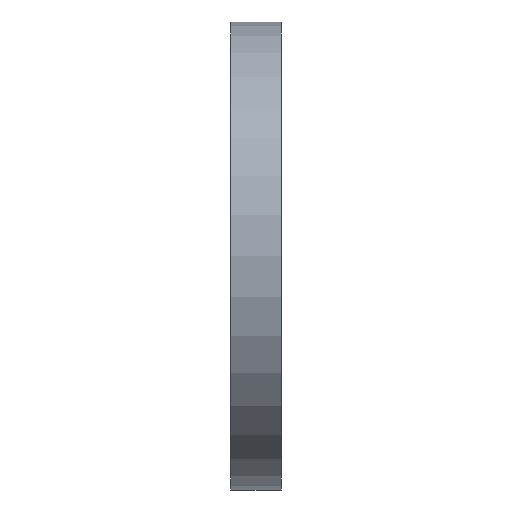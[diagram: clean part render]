
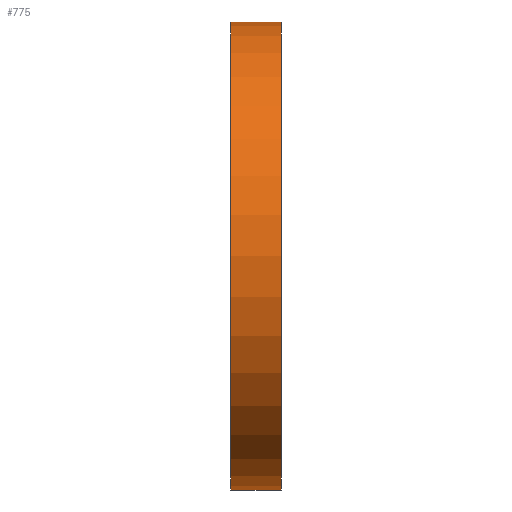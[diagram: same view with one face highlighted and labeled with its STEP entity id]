
A CAD part, left-side view. The second image highlights one B-rep face of the part: STEP entity #775.
In plain terms, the highlighted cylindrical face has radius 92.5 mm (diameter 185 mm), a partial arc.
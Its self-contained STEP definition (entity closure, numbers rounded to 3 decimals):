
#23 = VERTEX_POINT ( 'NONE', #622 ) ;
#70 = ORIENTED_EDGE ( 'NONE', *, *, #457, .T. ) ;
#78 = CARTESIAN_POINT ( 'NONE',  ( 0., 34.695, 0. ) ) ;
#80 = VECTOR ( 'NONE', #465, 1000. ) ;
#119 = AXIS2_PLACEMENT_3D ( 'NONE', #296, #517, #293 ) ;
#135 = CYLINDRICAL_SURFACE ( 'NONE', #169, 92.5 ) ;
#139 = EDGE_CURVE ( 'NONE', #594, #335, #505, .T. ) ;
#169 = AXIS2_PLACEMENT_3D ( 'NONE', #78, #352, #340 ) ;
#191 = CARTESIAN_POINT ( 'NONE',  ( 0., 0., 92.5 ) ) ;
#240 = AXIS2_PLACEMENT_3D ( 'NONE', #888, #268, #821 ) ;
#247 = VECTOR ( 'NONE', #591, 1000. ) ;
#262 = CARTESIAN_POINT ( 'NONE',  ( 0., 34.695, 92.5 ) ) ;
#268 = DIRECTION ( 'NONE',  ( 0., 1., 0. ) ) ;
#271 = CARTESIAN_POINT ( 'NONE',  ( 0., 20., 92.5 ) ) ;
#293 = DIRECTION ( 'NONE',  ( 0., 0., 1. ) ) ;
#296 = CARTESIAN_POINT ( 'NONE',  ( 0., 20., 0. ) ) ;
#298 = CIRCLE ( 'NONE', #240, 92.5 ) ;
#299 = ORIENTED_EDGE ( 'NONE', *, *, #139, .F. ) ;
#335 = VERTEX_POINT ( 'NONE', #271 ) ;
#340 = DIRECTION ( 'NONE',  ( 0., 0., 1. ) ) ;
#352 = DIRECTION ( 'NONE',  ( 0., 1., 0. ) ) ;
#411 = LINE ( 'NONE', #262, #247 ) ;
#457 = EDGE_CURVE ( 'NONE', #636, #335, #411, .T. ) ;
#465 = DIRECTION ( 'NONE',  ( 0., 1., 0. ) ) ;
#478 = FACE_OUTER_BOUND ( 'NONE', #761, .T. ) ;
#505 = CIRCLE ( 'NONE', #119, 92.5 ) ;
#517 = DIRECTION ( 'NONE',  ( 0., 1., 0. ) ) ;
#538 = CARTESIAN_POINT ( 'NONE',  ( 0., 20., -92.5 ) ) ;
#591 = DIRECTION ( 'NONE',  ( 0., 1., 0. ) ) ;
#594 = VERTEX_POINT ( 'NONE', #538 ) ;
#622 = CARTESIAN_POINT ( 'NONE',  ( 0., 0., -92.5 ) ) ;
#628 = LINE ( 'NONE', #883, #80 ) ;
#636 = VERTEX_POINT ( 'NONE', #191 ) ;
#760 = EDGE_CURVE ( 'NONE', #23, #636, #298, .T. ) ;
#761 = EDGE_LOOP ( 'NONE', ( #820, #878, #70, #299 ) ) ;
#775 = ADVANCED_FACE ( 'NONE', ( #478 ), #135, .T. ) ;
#802 = EDGE_CURVE ( 'NONE', #23, #594, #628, .T. ) ;
#820 = ORIENTED_EDGE ( 'NONE', *, *, #802, .F. ) ;
#821 = DIRECTION ( 'NONE',  ( 0., 0., 1. ) ) ;
#878 = ORIENTED_EDGE ( 'NONE', *, *, #760, .T. ) ;
#883 = CARTESIAN_POINT ( 'NONE',  ( 0., 34.695, -92.5 ) ) ;
#888 = CARTESIAN_POINT ( 'NONE',  ( 0., 0., 0. ) ) ;
